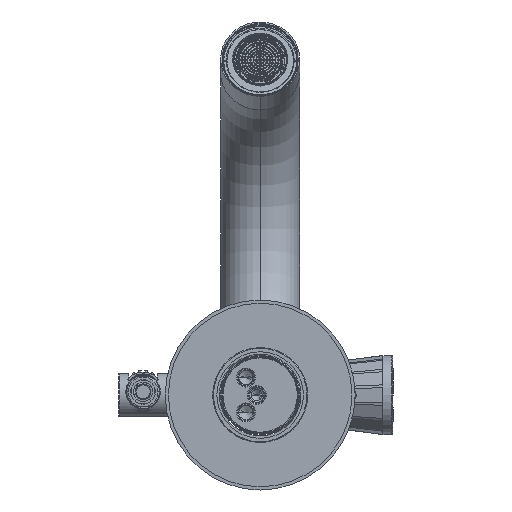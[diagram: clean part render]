
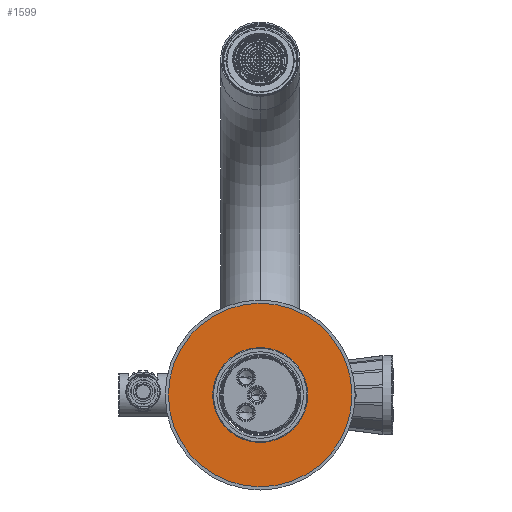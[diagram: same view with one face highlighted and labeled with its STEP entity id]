
A CAD part, front view. The second image highlights one B-rep face of the part: STEP entity #1599.
In plain terms, the highlighted planar face has unit normal (0, -1, 0).
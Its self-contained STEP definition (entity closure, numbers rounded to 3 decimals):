
#1080=CARTESIAN_POINT('',(0.,11.,0.));
#1081=DIRECTION('',(0.,-1.,0.));
#1082=DIRECTION('',(1.,0.,0.));
#1083=AXIS2_PLACEMENT_3D('',#1080,#1081,#1082);
#1088=CARTESIAN_POINT('',(0.,11.,0.));
#1089=DIRECTION('',(0.,-1.,0.));
#1090=DIRECTION('',(-1.,0.,0.));
#1091=AXIS2_PLACEMENT_3D('',#1088,#1089,#1090);
#1096=CARTESIAN_POINT('',(0.,11.,0.));
#1097=DIRECTION('',(0.,1.,0.));
#1098=DIRECTION('',(1.,0.,0.));
#1099=AXIS2_PLACEMENT_3D('',#1096,#1097,#1098);
#1104=CARTESIAN_POINT('',(0.,11.,0.));
#1105=DIRECTION('',(0.,1.,0.));
#1106=DIRECTION('',(-1.,0.,0.));
#1107=AXIS2_PLACEMENT_3D('',#1104,#1105,#1106);
#1200=CARTESIAN_POINT('',(30.,11.,0.));
#1201=CARTESIAN_POINT('',(-30.,11.,0.));
#1202=VERTEX_POINT('',#1200);
#1203=VERTEX_POINT('',#1201);
#1228=CARTESIAN_POINT('',(58.,11.,0.));
#1229=CARTESIAN_POINT('',(-58.,11.,0.));
#1230=VERTEX_POINT('',#1228);
#1231=VERTEX_POINT('',#1229);
#1584=CARTESIAN_POINT('',(0.,11.,0.));
#1585=DIRECTION('',(0.,-1.,0.));
#1586=DIRECTION('',(1.,0.,0.));
#1587=AXIS2_PLACEMENT_3D('',#1584,#1585,#1586);
#1588=PLANE('',#1587);
#1590=ORIENTED_EDGE('',*,*,#1589,.F.);
#1592=ORIENTED_EDGE('',*,*,#1591,.F.);
#1593=EDGE_LOOP('',(#1590,#1592));
#1594=FACE_OUTER_BOUND('',#1593,.F.);
#1595=ORIENTED_EDGE('',*,*,#1571,.F.);
#1596=ORIENTED_EDGE('',*,*,#1550,.F.);
#1597=EDGE_LOOP('',(#1595,#1596));
#1598=FACE_BOUND('',#1597,.F.);
#1599=ADVANCED_FACE('',(#1594,#1598),#1588,.T.);
#1084=CIRCLE('',#1083,58.);
#1092=CIRCLE('',#1091,58.);
#1100=CIRCLE('',#1099,30.);
#1108=CIRCLE('',#1107,30.);
#1550=EDGE_CURVE('',#1203,#1202,#1108,.T.);
#1571=EDGE_CURVE('',#1202,#1203,#1100,.T.);
#1589=EDGE_CURVE('',#1230,#1231,#1084,.T.);
#1591=EDGE_CURVE('',#1231,#1230,#1092,.T.);
